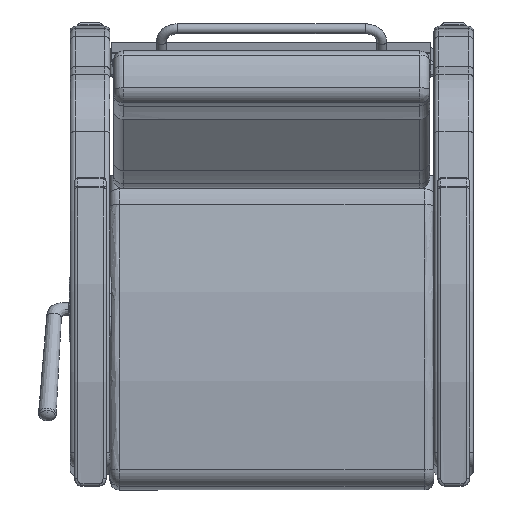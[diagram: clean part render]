
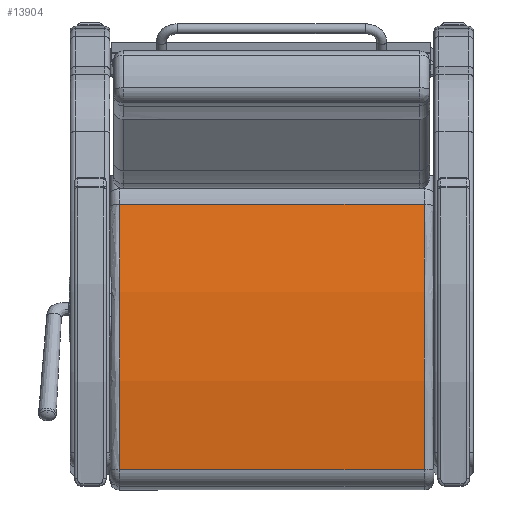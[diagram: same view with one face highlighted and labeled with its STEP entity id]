
A CAD part, front view. The second image highlights one B-rep face of the part: STEP entity #13904.
In plain terms, the highlighted free-form (B-spline) face has degree [1, 2] with [2, 3] control points.
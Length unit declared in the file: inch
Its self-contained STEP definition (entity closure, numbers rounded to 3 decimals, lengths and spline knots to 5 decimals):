
#30=(
BOUNDED_SURFACE()
B_SPLINE_SURFACE(1,2,((#23504,#23505,#23506),(#23507,#23508,#23509)),
 .UNSPECIFIED.,.F.,.F.,.F.)
B_SPLINE_SURFACE_WITH_KNOTS((2,2),(3,3),(-0.19254,0.19254),
(1.36178,1.69928),.UNSPECIFIED.)
GEOMETRIC_REPRESENTATION_ITEM()
RATIONAL_B_SPLINE_SURFACE(((1.,0.986,1.),(1.,0.986,
1.)))
REPRESENTATION_ITEM('')
SURFACE()
);
#1185=ELLIPSE('',#15381,60.05357,60.);
#1195=ELLIPSE('',#15409,60.05357,60.);
#1489=LINE('',#23502,#2342);
#1490=LINE('',#23511,#2343);
#2342=VECTOR('',#17929,0.3937);
#2343=VECTOR('',#17932,0.3937);
#3382=FACE_OUTER_BOUND('',#4357,.T.);
#4357=EDGE_LOOP('',(#10219,#10220,#10221,#10222));
#6359=VERTEX_POINT('',#23294);
#6360=VERTEX_POINT('',#23295);
#6385=VERTEX_POINT('',#23501);
#6386=VERTEX_POINT('',#23510);
#7765=EDGE_CURVE('',#6359,#6360,#1185,.T.);
#7803=EDGE_CURVE('',#6360,#6385,#1489,.T.);
#7805=EDGE_CURVE('',#6359,#6386,#1490,.T.);
#7806=EDGE_CURVE('',#6385,#6386,#1195,.T.);
#10219=ORIENTED_EDGE('',*,*,#7765,.F.);
#10220=ORIENTED_EDGE('',*,*,#7805,.T.);
#10221=ORIENTED_EDGE('',*,*,#7806,.F.);
#10222=ORIENTED_EDGE('',*,*,#7803,.F.);
#13904=ADVANCED_FACE('',(#3382),#30,.F.);
#15381=AXIS2_PLACEMENT_3D('',#23296,#17861,#17862);
#15409=AXIS2_PLACEMENT_3D('',#23512,#17933,#17934);
#17861=DIRECTION('center_axis',(0.,0.,-1.));
#17862=DIRECTION('ref_axis',(1.,0.,0.));
#17929=DIRECTION('',(0.,0.,1.));
#17932=DIRECTION('',(0.,0.,1.));
#17933=DIRECTION('center_axis',(0.,0.,1.));
#17934=DIRECTION('ref_axis',(1.,0.,0.));
#23294=CARTESIAN_POINT('',(-10.04459,1.25621,-11.5625));
#23295=CARTESIAN_POINT('',(10.1114,0.44486,-11.5625));
#23296=CARTESIAN_POINT('Origin',(-2.34979,-58.24922,-11.5625));
#23501=CARTESIAN_POINT('',(10.1114,0.44486,11.5625));
#23502=CARTESIAN_POINT('',(10.1114,0.44486,0.));
#23504=CARTESIAN_POINT('Ctrl Pts',(10.1114,0.44486,-11.5625));
#23505=CARTESIAN_POINT('Ctrl Pts',(0.10258,2.56602,-11.5625));
#23506=CARTESIAN_POINT('Ctrl Pts',(-10.04459,1.25621,-11.5625));
#23507=CARTESIAN_POINT('Ctrl Pts',(10.1114,0.44486,11.5625));
#23508=CARTESIAN_POINT('Ctrl Pts',(0.10258,2.56602,11.5625));
#23509=CARTESIAN_POINT('Ctrl Pts',(-10.04459,1.25621,11.5625));
#23510=CARTESIAN_POINT('',(-10.04459,1.25621,11.5625));
#23511=CARTESIAN_POINT('',(-10.04459,1.25621,0.));
#23512=CARTESIAN_POINT('Origin',(-2.34979,-58.24922,11.5625));
